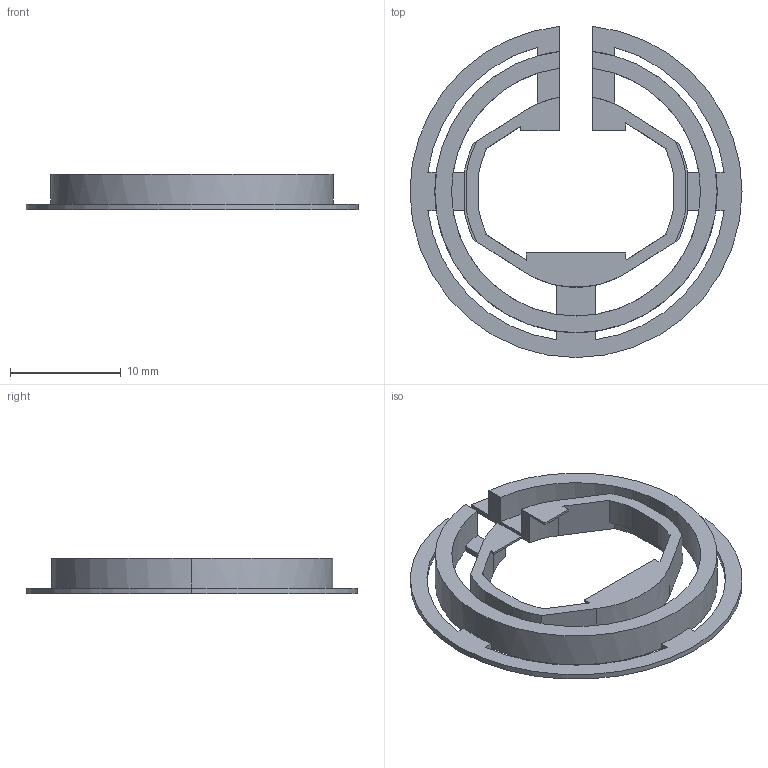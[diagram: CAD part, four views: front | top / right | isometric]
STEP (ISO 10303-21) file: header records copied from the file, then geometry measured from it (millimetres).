
FILE_DESCRIPTION(/* description */ ('STEP AP242','CAx-IF Rec.Pracs.---Representation and Presentation of Product Manufacturing Information (PMI)---4.0---2014-10-13','CAx-IF Rec.Pracs.---3D Tessellated Geometry---0.4---2014-09-14','2;1'),/* implementation_level */ '2;1');
FILE_NAME(/* name */ '68fa9d91a86e8bc8e5ce5d9f',/* time_stamp */ '2025-10-23T21:26:41Z',/* author */ (''),/* organization */ (''),/* preprocessor_version */ 'ST-DEVELOPER v20',/* originating_system */ 'ONSHAPE BY PTC INC, 1.205',/* authorisation */ ' ');
FILE_SCHEMA (('AP242_MANAGED_MODEL_BASED_3D_ENGINEERING_MIM_LF { 1 0 10303 442 1 1 4 }'));
Length unit declared in the file: millimetre
Products named in the file (1): Part 4
Bounding box: 30 x 29.92 x 3.19 mm (x, y, z)
Volume: 610.4 mm3; surface area: 1607.3 mm2
Topology: 1 solids, 1 shells, 99 faces, 311 edges, 206 vertices
Faces by surface type: bspline 99
Entity records: 3610 total; most frequent: CARTESIAN_POINT 1060, ORIENTED_EDGE 622, DIRECTION 397, EDGE_CURVE 311, LINE 215, VECTOR 215, VERTEX_POINT 206, EDGE_LOOP 107
